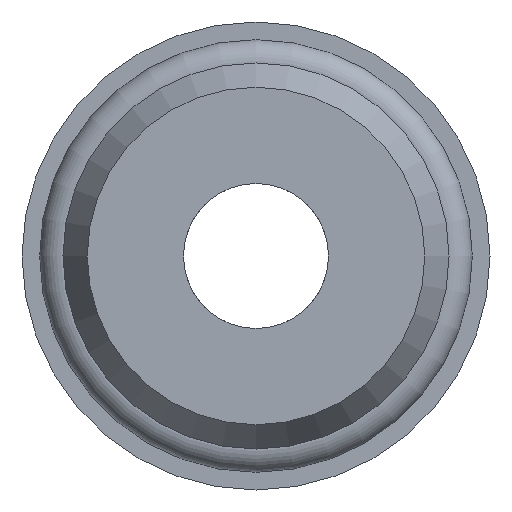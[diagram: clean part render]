
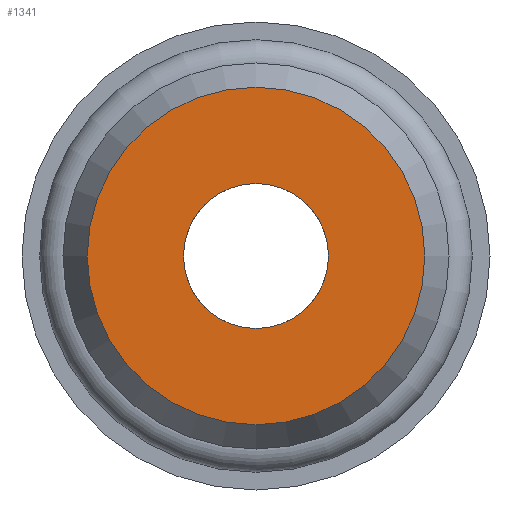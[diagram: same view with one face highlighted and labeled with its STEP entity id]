
A CAD part, front view. The second image highlights one B-rep face of the part: STEP entity #1341.
In plain terms, the highlighted planar face has unit normal (0, -1, 0).
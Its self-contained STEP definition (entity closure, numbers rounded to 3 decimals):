
#66=CIRCLE('',#1431,7.211);
#72=CIRCLE('',#1447,3.1);
#222=ORIENTED_EDGE('',*,*,#442,.F.);
#223=ORIENTED_EDGE('',*,*,#422,.T.);
#422=EDGE_CURVE('',#534,#534,#66,.T.);
#442=EDGE_CURVE('',#546,#546,#72,.T.);
#534=VERTEX_POINT('',#1932);
#546=VERTEX_POINT('',#1988);
#701=EDGE_LOOP('',(#222));
#702=EDGE_LOOP('',(#223));
#789=FACE_BOUND('',#701,.T.);
#790=FACE_BOUND('',#702,.T.);
#856=PLANE('',#1446);
#1341=ADVANCED_FACE('',(#789,#790),#856,.T.);
#1431=AXIS2_PLACEMENT_3D('',#1931,#1626,#1627);
#1446=AXIS2_PLACEMENT_3D('',#1986,#1666,#1667);
#1447=AXIS2_PLACEMENT_3D('',#1987,#1668,#1669);
#1626=DIRECTION('',(0.,-1.,0.));
#1627=DIRECTION('',(0.,0.,-1.));
#1666=DIRECTION('',(0.,-1.,0.));
#1667=DIRECTION('',(0.,0.,-1.));
#1668=DIRECTION('',(0.,-1.,0.));
#1669=DIRECTION('',(0.,0.,-1.));
#1931=CARTESIAN_POINT('',(0.,0.,0.));
#1932=CARTESIAN_POINT('',(0.,0.,-7.211));
#1986=CARTESIAN_POINT('',(0.,0.,0.));
#1987=CARTESIAN_POINT('',(0.,0.,0.));
#1988=CARTESIAN_POINT('',(0.,0.,-3.1));
